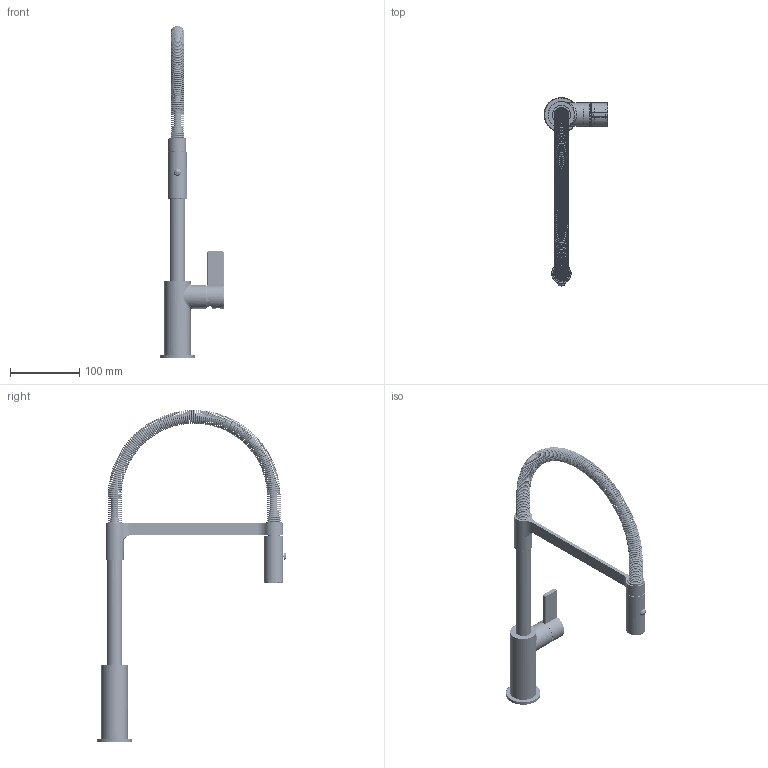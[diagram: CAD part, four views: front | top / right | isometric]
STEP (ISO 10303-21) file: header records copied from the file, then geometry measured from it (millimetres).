
FILE_DESCRIPTION(/* description */ (''),/* implementation_level */ '2;1');
FILE_NAME(/* name */ 'STEP - FDZRFL96300_2266862',/* time_stamp */ '2025-01-13T13:46:04+11:00',/* author */ (''),/* organization */ (''),/* preprocessor_version */ 'ST-DEVELOPER v16.5',/* originating_system */ 'Rhino 7.37',/* authorisation */ '');
FILE_SCHEMA (('AUTOMOTIVE_DESIGN'));
Length unit declared in the file: millimetre
Products named in the file (27): Document; FLAG96300_---; anello_base_960074; tappino_copriforo_cromato_piatto_38007_0008; doccetta_amfag_ADOCC00142_139_senza chiave per catalogo; carter_96013_000; corpo_doccetta_96012_000; corpo_lavello_girevole_9600910; asta_molla_nuova_tipo_planario_prodotto-15_06_flag_96300; base_supporto_molla_96010; inserto_fermo_doccetta_likid_67020_000; perno_67010_000; molla_75016_000_tipo billy_joystick_28; OR 9.25x1.78_46021_000; guarnizione 13.8x10x1.5_67021_B--; flex_M12x1_M15x1_molla_likid_67021_000_tipo_billy_cart_28; supporto_doccetta_37506_000; niplex_67026_000; guarnizione 10.5x6x3_67021_A--; coprighiera_lavello_�34_92010_0002; Grano_piatto_ M4 x 5_30411_000; leva_830016; Assieme_niplex_attacco_mollaSLDASM_default; inserto_M12x1_portacanna_96011; anello_PTFE_22x16.8x2.4_01296_000; FFFD
\X0\18.1; anello_HOSTAFORM_19x14x4_01292_000
Assembly tree (27 placements, depth 4):
  Document
    FLAG96300_---
      anello_base_960074
      tappino_copriforo_cromato_piatto_38007_0008
      doccetta_amfag_ADOCC00142_139_senza chiave per catalogo
        carter_96013_000
        corpo_doccetta_96012_000
      corpo_lavello_girevole_9600910
      asta_molla_nuova_tipo_planario_prodotto-15_06_flag_96300
        base_supporto_molla_96010
        inserto_fermo_doccetta_likid_67020_000
        perno_67010_000
        molla_75016_000_tipo billy_joystick_28
        OR 9.25x1.78_46021_000
        guarnizione 13.8x10x1.5_67021_B--
        flex_M12x1_M15x1_molla_likid_67021_000_tipo_billy_cart_28
        supporto_doccetta_37506_000
        niplex_67026_000
        guarnizione 10.5x6x3_67021_A--
      coprighiera_lavello_�34_92010_0002
      Grano_piatto_ M4 x 5_30411_000
      leva_830016
      Assieme_niplex_attacco_mollaSLDASM_default
        inserto_M12x1_portacanna_96011
        anello_PTFE_22x16.8x2.4_01296_000
  FFFD
\X0\18.1  x2
        anello_HOSTAFORM_19x14x4_01292_000
Bounding box: 91.85 x 273.32 x 479.93 mm (x, y, z)
Volume: 298351 mm3; surface area: 210117.8 mm2
Topology: 181 solids, 181 shells, 1442 faces, 3110 edges, 1752 vertices
Faces by surface type: bspline 918, cylinder 316, plane 208
Entity records: 97830 total; most frequent: CARTESIAN_POINT 78540, ORIENTED_EDGE 6172, EDGE_CURVE 3086, VERTEX_POINT 1748, EDGE_LOOP 1534, ADVANCED_FACE 1438, FACE_OUTER_BOUND 1438, B_SPLINE_CURVE_WITH_KNOTS 908
